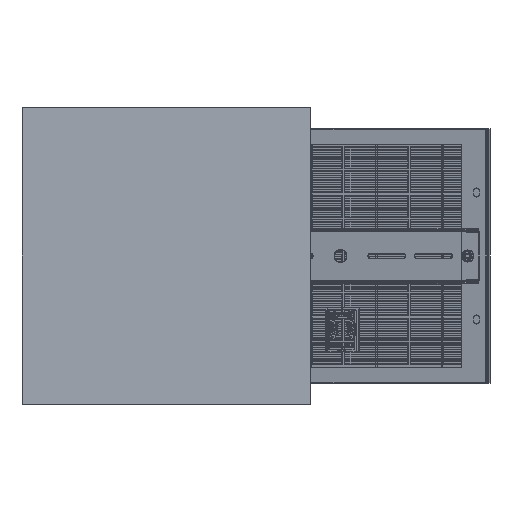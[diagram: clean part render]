
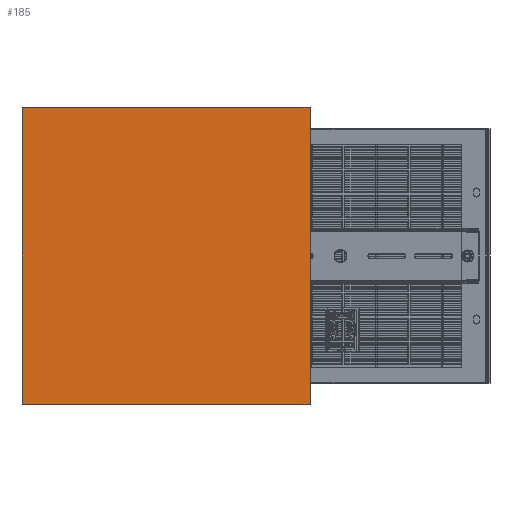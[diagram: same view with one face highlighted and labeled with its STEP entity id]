
A CAD part, front view. The second image highlights one B-rep face of the part: STEP entity #185.
In plain terms, the highlighted free-form (B-spline) face has degree [1, 1] with [2, 2] control points.
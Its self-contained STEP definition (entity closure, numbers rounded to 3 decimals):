
#185 = ADVANCED_FACE('',(#186),#220,.T.);
#186 = FACE_BOUND('',#187,.T.);
#187 = EDGE_LOOP('',(#188,#198,#206,#214));
#188 = ORIENTED_EDGE('',*,*,#189,.T.);
#189 = EDGE_CURVE('',#190,#192,#194,.T.);
#190 = VERTEX_POINT('',#191);
#191 = CARTESIAN_POINT('',(170.,-80.,-175.));
#192 = VERTEX_POINT('',#193);
#193 = CARTESIAN_POINT('',(-170.,-80.,-175.));
#194 = LINE('',#195,#196);
#195 = CARTESIAN_POINT('',(170.,-80.,-175.));
#196 = VECTOR('',#197,1.);
#197 = DIRECTION('',(-1.,0.,0.));
#198 = ORIENTED_EDGE('',*,*,#199,.T.);
#199 = EDGE_CURVE('',#192,#200,#202,.T.);
#200 = VERTEX_POINT('',#201);
#201 = CARTESIAN_POINT('',(-170.,-80.,175.));
#202 = LINE('',#203,#204);
#203 = CARTESIAN_POINT('',(-170.,-80.,-175.));
#204 = VECTOR('',#205,1.);
#205 = DIRECTION('',(0.,0.,1.));
#206 = ORIENTED_EDGE('',*,*,#207,.T.);
#207 = EDGE_CURVE('',#200,#208,#210,.T.);
#208 = VERTEX_POINT('',#209);
#209 = CARTESIAN_POINT('',(170.,-80.,175.));
#210 = LINE('',#211,#212);
#211 = CARTESIAN_POINT('',(-170.,-80.,175.));
#212 = VECTOR('',#213,1.);
#213 = DIRECTION('',(1.,0.,0.));
#214 = ORIENTED_EDGE('',*,*,#215,.T.);
#215 = EDGE_CURVE('',#208,#190,#216,.T.);
#216 = LINE('',#217,#218);
#217 = CARTESIAN_POINT('',(170.,-80.,175.));
#218 = VECTOR('',#219,1.);
#219 = DIRECTION('',(0.,0.,-1.));
#220 = B_SPLINE_SURFACE_WITH_KNOTS('',1,1,(
    (#221,#222)
    ,(#223,#224)),.UNSPECIFIED.,.F.,.F.,.F.,(2,2),(2,2),(0.,1.),(0.,1.),
  .PIECEWISE_BEZIER_KNOTS.);
#221 = CARTESIAN_POINT('',(-170.,-80.,-175.));
#222 = CARTESIAN_POINT('',(170.,-80.,-175.));
#223 = CARTESIAN_POINT('',(-170.,-80.,175.));
#224 = CARTESIAN_POINT('',(170.,-80.,175.));
